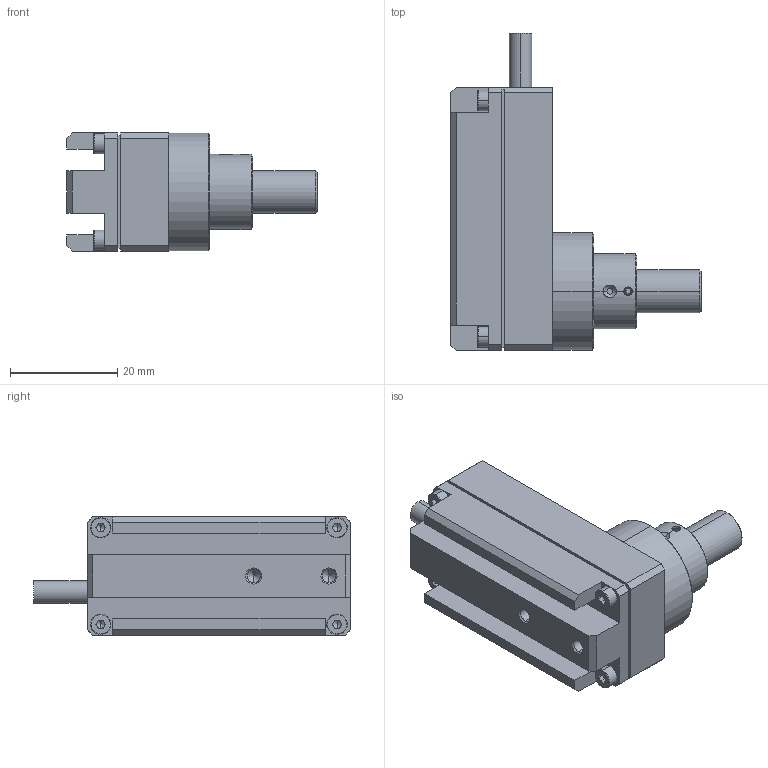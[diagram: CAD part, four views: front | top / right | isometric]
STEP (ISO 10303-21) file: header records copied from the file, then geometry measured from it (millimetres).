
FILE_DESCRIPTION (( 'STEP AP214' ), '1' );
FILE_NAME ('21862.step', '2022-08-25T15:41:47', ( '' ), ( '' ), 'SwSTEP 2.0', 'SolidWorks 2021', '' );
FILE_SCHEMA (( 'AUTOMOTIVE_DESIGN' ));
Length unit declared in the file: inch
Products named in the file (1): 21862
Bounding box: 46.6 x 59 x 22 mm (x, y, z)
Volume: 22095.7 mm3; surface area: 7361.8 mm2
Topology: 1 solids, 1 shells, 165 faces, 390 edges, 232 vertices
Faces by surface type: plane 107, cylinder 26, cone 24, bspline 8
Entity records: 4765 total; most frequent: CARTESIAN_POINT 986, DIRECTION 776, ORIENTED_EDGE 756, EDGE_CURVE 378, VECTOR 272, LINE 272, AXIS2_PLACEMENT_3D 252, VERTEX_POINT 232
